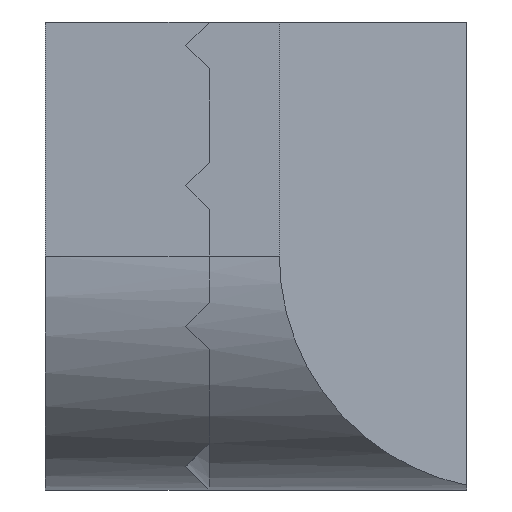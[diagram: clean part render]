
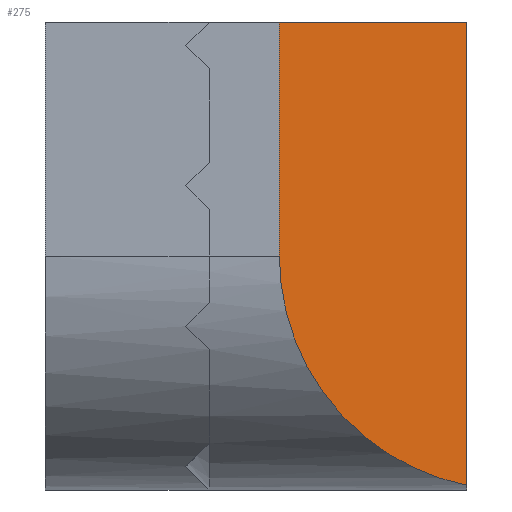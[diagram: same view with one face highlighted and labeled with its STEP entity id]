
A CAD part, left-side view. The second image highlights one B-rep face of the part: STEP entity #275.
In plain terms, the highlighted planar face has unit normal (-0.707, -0.707, 0).
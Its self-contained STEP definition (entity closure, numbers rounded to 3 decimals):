
#80 = CARTESIAN_POINT ( 'NONE',  ( 0., -2., 2.519 ) ) ;
#109 = EDGE_CURVE ( 'NONE', #902, #411, #1059, .T. ) ;
#111 = VECTOR ( 'NONE', #1073, 1000. ) ;
#163 = CARTESIAN_POINT ( 'NONE',  ( 0., -2., 10. ) ) ;
#198 = DIRECTION ( 'NONE',  ( -0.707, 0.707, 0. ) ) ;
#275 = ADVANCED_FACE ( 'NONE', ( #1311 ), #1298, .F. ) ;
#300 = DIRECTION ( 'NONE',  ( 0.707, 0.707, 0. ) ) ;
#303 = LINE ( 'NONE', #862, #440 ) ;
#345 = DIRECTION ( 'NONE',  ( -0.707, 0.707, 0. ) ) ;
#411 = VERTEX_POINT ( 'NONE', #650 ) ;
#440 = VECTOR ( 'NONE', #345, 1000. ) ;
#446 = ORIENTED_EDGE ( 'NONE', *, *, #1079, .T. ) ;
#458 = VERTEX_POINT ( 'NONE', #945 ) ;
#473 = EDGE_LOOP ( 'NONE', ( #875, #1169, #446, #662 ) ) ;
#650 = CARTESIAN_POINT ( 'NONE',  ( 4., -6., 0.101 ) ) ;
#662 = ORIENTED_EDGE ( 'NONE', *, *, #1205, .T. ) ;
#685 = CARTESIAN_POINT ( 'NONE',  ( 0., -2., 5. ) ) ;
#763 = VERTEX_POINT ( 'NONE', #1238 ) ;
#801 = CARTESIAN_POINT ( 'NONE',  ( 4., -6., 10. ) ) ;
#830 = AXIS2_PLACEMENT_3D ( 'NONE', #1204, #300, #198 ) ;
#862 = CARTESIAN_POINT ( 'NONE',  ( 4., -6., 10. ) ) ;
#875 = ORIENTED_EDGE ( 'NONE', *, *, #964, .F. ) ;
#877 = CARTESIAN_POINT ( 'NONE',  ( 0., -2., 5. ) ) ;
#883 = LINE ( 'NONE', #801, #1004 ) ;
#902 = VERTEX_POINT ( 'NONE', #877 ) ;
#945 = CARTESIAN_POINT ( 'NONE',  ( 4., -6., 10. ) ) ;
#964 = EDGE_CURVE ( 'NONE', #902, #763, #1085, .T. ) ;
#1004 = VECTOR ( 'NONE', #1208, 1000. ) ;
#1059 =( BOUNDED_CURVE ( )  B_SPLINE_CURVE ( 3, ( #685, #80, #1178, #1069 ),
 .UNSPECIFIED., .F., .F. ) 
 B_SPLINE_CURVE_WITH_KNOTS ( ( 4, 4 ),
 ( 3.142, 4.511 ),
 .UNSPECIFIED. ) 
 CURVE ( )  GEOMETRIC_REPRESENTATION_ITEM ( )  RATIONAL_B_SPLINE_CURVE ( ( 1., 0.85, 0.85, 1. ) ) 
 REPRESENTATION_ITEM ( '' )  );
#1069 = CARTESIAN_POINT ( 'NONE',  ( 4., -6., 0.101 ) ) ;
#1073 = DIRECTION ( 'NONE',  ( 0., 0., 1. ) ) ;
#1079 = EDGE_CURVE ( 'NONE', #411, #458, #883, .T. ) ;
#1085 = LINE ( 'NONE', #163, #111 ) ;
#1169 = ORIENTED_EDGE ( 'NONE', *, *, #109, .T. ) ;
#1178 = CARTESIAN_POINT ( 'NONE',  ( 1.569, -3.569, 0.597 ) ) ;
#1204 = CARTESIAN_POINT ( 'NONE',  ( 4., -6., 10. ) ) ;
#1205 = EDGE_CURVE ( 'NONE', #458, #763, #303, .T. ) ;
#1208 = DIRECTION ( 'NONE',  ( 0., 0., 1. ) ) ;
#1238 = CARTESIAN_POINT ( 'NONE',  ( 0., -2., 10. ) ) ;
#1298 = PLANE ( 'NONE',  #830 ) ;
#1311 = FACE_OUTER_BOUND ( 'NONE', #473, .T. ) ;
